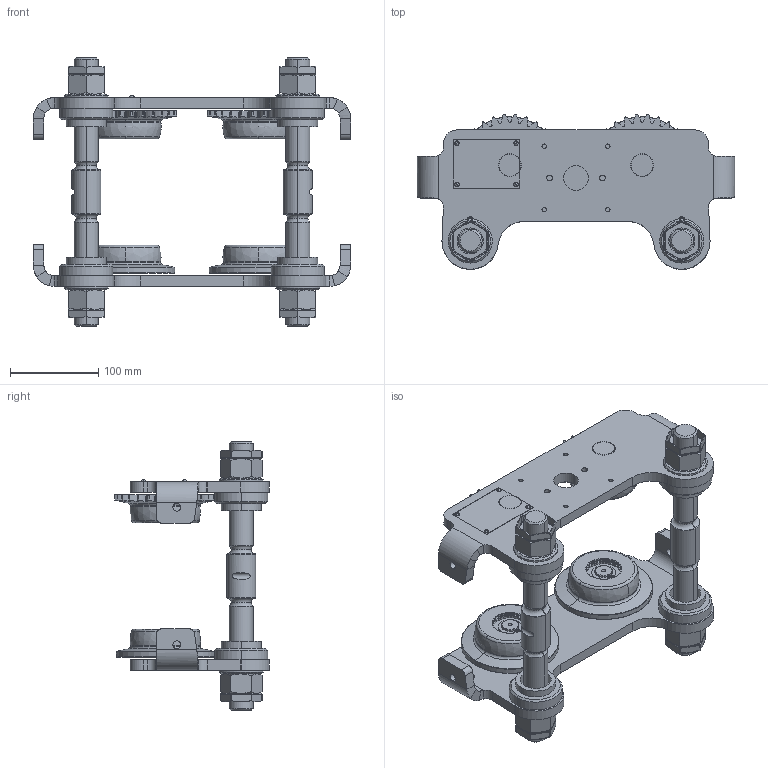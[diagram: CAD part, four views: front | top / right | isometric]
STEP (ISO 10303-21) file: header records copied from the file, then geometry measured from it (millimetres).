
FILE_DESCRIPTION (( 'STEP AP203' ), '1' );
FILE_NAME ('VTES 2-A.STEP', '2012-06-21T11:59:02', ( 'Yale Industrial Products GmbH' ), ( 'Yale Industrial Products GmbH' ), 'SwSTEP 2.0', 'SolidWorks 2011', '' );
FILE_SCHEMA (( 'CONFIG_CONTROL_DESIGN' ));
Length unit declared in the file: millimetre
Products named in the file (1): VTES 2-A
Bounding box: 360 x 175.42 x 305 mm (x, y, z)
Surface area: 425000.8 mm2 (no closed solid volume)
Topology: 0 solids, 59 shells, 1086 faces, 3301 edges, 2176 vertices
Faces by surface type: cylinder 633, plane 191, cone 170, torus 40, bspline 36, sphere 16
Entity records: 39938 total; most frequent: CARTESIAN_POINT 11220, DIRECTION 6071, ORIENTED_EDGE 5714, EDGE_CURVE 3281, AXIS2_PLACEMENT_3D 2511, VERTEX_POINT 2164, CIRCLE 1460, EDGE_LOOP 1204
